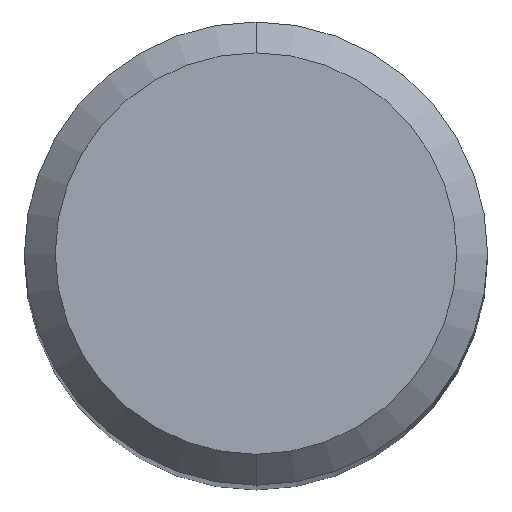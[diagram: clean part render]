
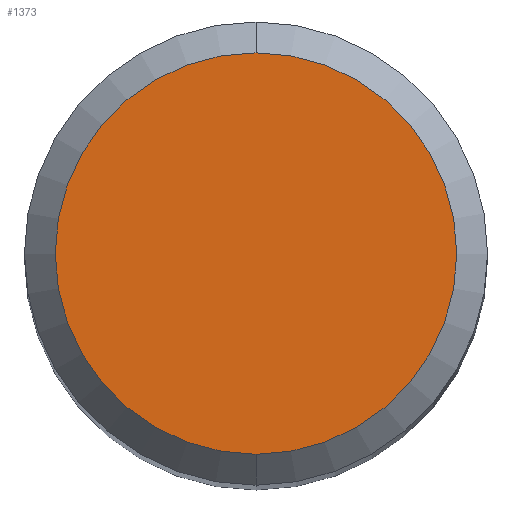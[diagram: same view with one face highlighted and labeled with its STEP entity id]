
A CAD part, top view. The second image highlights one B-rep face of the part: STEP entity #1373.
In plain terms, the highlighted planar face has unit normal (0, 0, 1).
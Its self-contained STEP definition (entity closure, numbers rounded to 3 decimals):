
#735=EDGE_CURVE('',#1037,#1243,#1699,.T.);
#1037=VERTEX_POINT('',#2032);
#1209=EDGE_CURVE('',#1243,#1037,#2218,.T.);
#1243=VERTEX_POINT('',#2255);
#1373=ADVANCED_FACE('',(#2393),#2394,.T.);
#1699=CIRCLE('',#5861,2.6);
#2032=CARTESIAN_POINT('',(0.0,2.6,0.0));
#2218=CIRCLE('',#11147,2.6);
#2255=CARTESIAN_POINT('',(0.,-2.6,0.0));
#2393=FACE_OUTER_BOUND('',#12979,.T.);
#2394=PLANE('',#12980);
#5861=AXIS2_PLACEMENT_3D('',#13855,#13856,#13857);
#11147=AXIS2_PLACEMENT_3D('',#14398,#14399,#14400);
#12979=EDGE_LOOP('',(#14525,#14526));
#12980=AXIS2_PLACEMENT_3D('',#14527,#14528,#14529);
#13855=CARTESIAN_POINT('',(0.0,0.0,0.0));
#13856=DIRECTION('',(0.0,0.0,-1.0));
#13857=DIRECTION('',(0.0,1.0,0.0));
#14398=CARTESIAN_POINT('',(0.0,0.0,0.0));
#14399=DIRECTION('',(0.0,0.0,-1.0));
#14400=DIRECTION('',(0.0,1.0,0.0));
#14525=ORIENTED_EDGE('',*,*,#735,.F.);
#14526=ORIENTED_EDGE('',*,*,#1209,.F.);
#14527=CARTESIAN_POINT('',(0.0,1.3,0.0));
#14528=DIRECTION('',(-0.0,0.0,1.0));
#14529=DIRECTION('',(0.0,-1.0,0.0));
